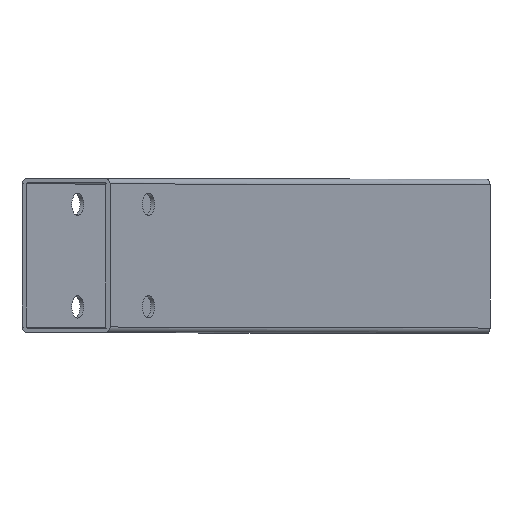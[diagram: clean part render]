
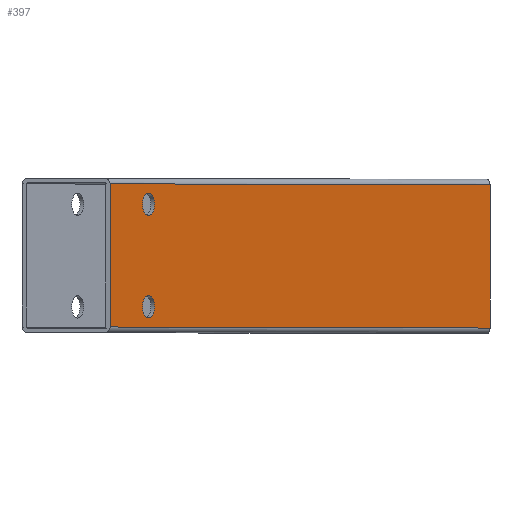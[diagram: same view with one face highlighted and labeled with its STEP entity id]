
A CAD part, top view. The second image highlights one B-rep face of the part: STEP entity #397.
In plain terms, the highlighted planar face has unit normal (0.846, 0, 0.533).
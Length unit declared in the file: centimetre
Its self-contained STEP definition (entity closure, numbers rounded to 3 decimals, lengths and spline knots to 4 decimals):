
#20=CIRCLE('',#434,0.51);
#21=CIRCLE('',#435,0.51);
#29=FACE_BOUND('',#82,.T.);
#30=FACE_BOUND('',#83,.T.);
#43=PLANE('',#433);
#57=FACE_OUTER_BOUND('',#81,.T.);
#81=EDGE_LOOP('',(#314,#315,#316,#317));
#82=EDGE_LOOP('',(#318));
#83=EDGE_LOOP('',(#319));
#106=LINE('',#581,#137);
#110=LINE('',#597,#141);
#123=LINE('',#638,#154);
#124=LINE('',#640,#155);
#137=VECTOR('',#462,32.346);
#141=VECTOR('',#476,6.5);
#154=VECTOR('',#515,32.346);
#155=VECTOR('',#518,6.5);
#182=VERTEX_POINT('',#577);
#184=VERTEX_POINT('',#580);
#191=VERTEX_POINT('',#595);
#206=VERTEX_POINT('',#636);
#207=VERTEX_POINT('',#641);
#208=VERTEX_POINT('',#643);
#221=EDGE_CURVE('',#184,#182,#106,.T.);
#229=EDGE_CURVE('',#191,#182,#110,.T.);
#250=EDGE_CURVE('',#191,#206,#123,.T.);
#251=EDGE_CURVE('',#184,#206,#124,.T.);
#252=EDGE_CURVE('',#207,#207,#20,.T.);
#253=EDGE_CURVE('',#208,#208,#21,.T.);
#314=ORIENTED_EDGE('',*,*,#229,.F.);
#315=ORIENTED_EDGE('',*,*,#250,.T.);
#316=ORIENTED_EDGE('',*,*,#251,.F.);
#317=ORIENTED_EDGE('',*,*,#221,.T.);
#318=ORIENTED_EDGE('',*,*,#252,.F.);
#319=ORIENTED_EDGE('',*,*,#253,.F.);
#397=ADVANCED_FACE('',(#57,#29,#30),#43,.F.);
#433=AXIS2_PLACEMENT_3D('',#639,#516,#517);
#434=AXIS2_PLACEMENT_3D('',#642,#519,#520);
#435=AXIS2_PLACEMENT_3D('',#644,#521,#522);
#462=DIRECTION('',(-0.533,0.,0.846));
#476=DIRECTION('',(0.,1.,0.));
#515=DIRECTION('',(0.533,0.,-0.846));
#516=DIRECTION('center_axis',(-0.846,0.,-0.533));
#517=DIRECTION('ref_axis',(0.,-1.,0.));
#518=DIRECTION('',(0.,-1.,0.));
#519=DIRECTION('center_axis',(0.846,0.,0.533));
#520=DIRECTION('ref_axis',(0.533,0.,-0.846));
#521=DIRECTION('center_axis',(0.846,0.,0.533));
#522=DIRECTION('ref_axis',(0.533,0.,-0.846));
#577=CARTESIAN_POINT('',(39.854,3.25,-27.8372));
#580=CARTESIAN_POINT('',(57.1034,3.25,-55.2));
#581=CARTESIAN_POINT('',(57.1034,3.25,-55.2));
#595=CARTESIAN_POINT('',(39.854,-3.25,-27.8372));
#597=CARTESIAN_POINT('',(39.854,-3.25,-27.8372));
#636=CARTESIAN_POINT('',(57.1034,-3.25,-55.2));
#638=CARTESIAN_POINT('',(39.854,-3.25,-27.8372));
#639=CARTESIAN_POINT('Origin',(39.5279,3.25,-27.3199));
#640=CARTESIAN_POINT('',(57.1034,3.25,-55.2));
#641=CARTESIAN_POINT('',(41.3282,2.325,-30.1758));
#642=CARTESIAN_POINT('Origin',(41.6002,2.325,-30.6072));
#643=CARTESIAN_POINT('',(41.3282,-2.325,-30.1758));
#644=CARTESIAN_POINT('Origin',(41.6002,-2.325,-30.6072));
